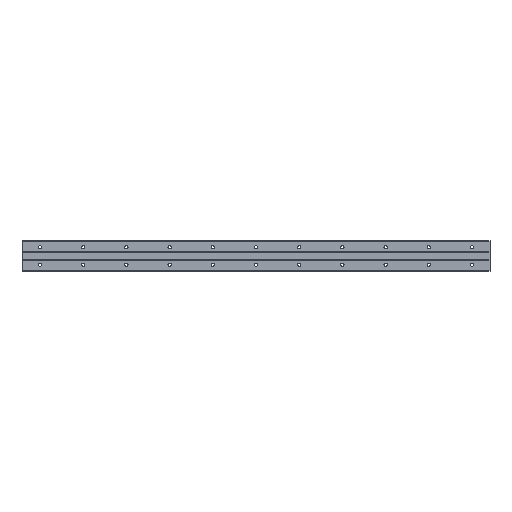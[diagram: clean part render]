
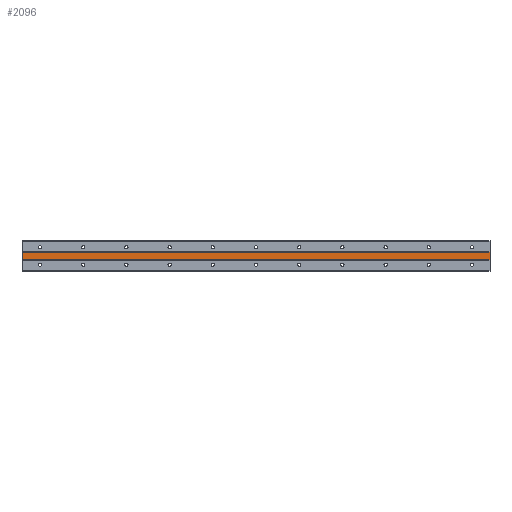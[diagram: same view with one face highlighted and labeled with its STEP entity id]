
A CAD part, front view. The second image highlights one B-rep face of the part: STEP entity #2096.
In plain terms, the highlighted planar face has unit normal (0, -1, 0).
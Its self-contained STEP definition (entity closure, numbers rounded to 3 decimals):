
#2 = VECTOR ( 'NONE', #3301, 1000. ) ;
#505 = LINE ( 'NONE', #1894, #3112 ) ;
#547 = ORIENTED_EDGE ( 'NONE', *, *, #4566, .T. ) ;
#670 = LINE ( 'NONE', #2085, #2303 ) ;
#705 = DIRECTION ( 'NONE',  ( 0., 0., 1. ) ) ;
#725 = EDGE_LOOP ( 'NONE', ( #1565, #2722, #547, #1448 ) ) ;
#1091 = CARTESIAN_POINT ( 'NONE',  ( -25., 1., 5. ) ) ;
#1123 = CARTESIAN_POINT ( 'NONE',  ( -25., 1., -5. ) ) ;
#1255 = DIRECTION ( 'NONE',  ( -1., 0., 0. ) ) ;
#1385 = DIRECTION ( 'NONE',  ( 0., 1., 0. ) ) ;
#1410 = FACE_OUTER_BOUND ( 'NONE', #725, .T. ) ;
#1448 = ORIENTED_EDGE ( 'NONE', *, *, #3714, .T. ) ;
#1565 = ORIENTED_EDGE ( 'NONE', *, *, #4046, .F. ) ;
#1567 = EDGE_CURVE ( 'NONE', #2136, #1722, #670, .T. ) ;
#1722 = VERTEX_POINT ( 'NONE', #2973 ) ;
#1894 = CARTESIAN_POINT ( 'NONE',  ( 625., 1., -5. ) ) ;
#2028 = VERTEX_POINT ( 'NONE', #1123 ) ;
#2081 = VECTOR ( 'NONE', #1255, 1000. ) ;
#2085 = CARTESIAN_POINT ( 'NONE',  ( 625., 1., 20.827 ) ) ;
#2096 = ADVANCED_FACE ( 'NONE', ( #1410 ), #4267, .F. ) ;
#2136 = VERTEX_POINT ( 'NONE', #2514 ) ;
#2287 = DIRECTION ( 'NONE',  ( -1., 0., 0. ) ) ;
#2303 = VECTOR ( 'NONE', #3181, 1000. ) ;
#2419 = AXIS2_PLACEMENT_3D ( 'NONE', #4567, #1385, #705 ) ;
#2514 = CARTESIAN_POINT ( 'NONE',  ( 625., 1., 5. ) ) ;
#2553 = LINE ( 'NONE', #2952, #2 ) ;
#2722 = ORIENTED_EDGE ( 'NONE', *, *, #1567, .F. ) ;
#2952 = CARTESIAN_POINT ( 'NONE',  ( -25., 1., 20.827 ) ) ;
#2973 = CARTESIAN_POINT ( 'NONE',  ( 625., 1., -5. ) ) ;
#3023 = CARTESIAN_POINT ( 'NONE',  ( 625., 1., 5. ) ) ;
#3112 = VECTOR ( 'NONE', #2287, 1000. ) ;
#3181 = DIRECTION ( 'NONE',  ( 0., 0., -1. ) ) ;
#3301 = DIRECTION ( 'NONE',  ( 0., 0., -1. ) ) ;
#3344 = VERTEX_POINT ( 'NONE', #1091 ) ;
#3714 = EDGE_CURVE ( 'NONE', #3344, #2028, #2553, .T. ) ;
#4046 = EDGE_CURVE ( 'NONE', #1722, #2028, #505, .T. ) ;
#4267 = PLANE ( 'NONE',  #2419 ) ;
#4422 = LINE ( 'NONE', #3023, #2081 ) ;
#4566 = EDGE_CURVE ( 'NONE', #2136, #3344, #4422, .T. ) ;
#4567 = CARTESIAN_POINT ( 'NONE',  ( 625., 1., 5. ) ) ;
